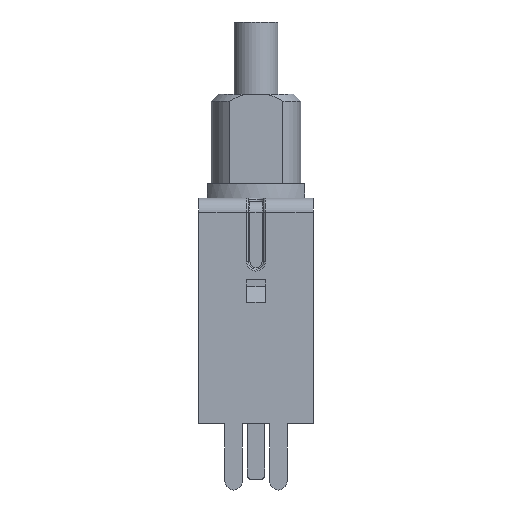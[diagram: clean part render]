
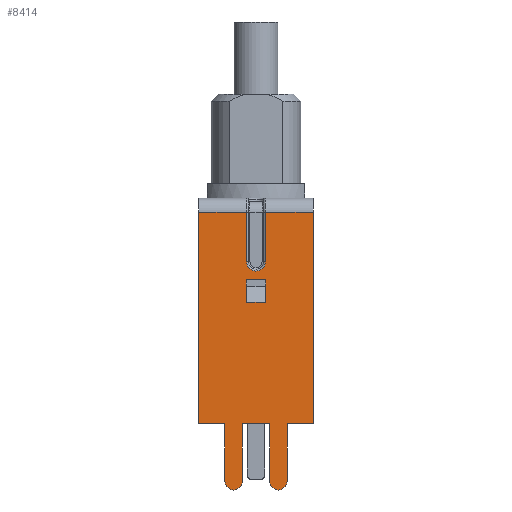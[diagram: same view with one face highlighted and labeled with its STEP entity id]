
A CAD part, left-side view. The second image highlights one B-rep face of the part: STEP entity #8414.
In plain terms, the highlighted planar face has unit normal (-1, 0, 0).
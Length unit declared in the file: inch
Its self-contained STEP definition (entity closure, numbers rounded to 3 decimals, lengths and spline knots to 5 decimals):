
#96=FACE_BOUND('',#1464,.T.);
#357=CIRCLE('',#9045,0.02402);
#359=CIRCLE('',#9050,0.02402);
#391=CIRCLE('',#9111,0.02638);
#974=FACE_OUTER_BOUND('',#1463,.T.);
#1463=EDGE_LOOP('',(#7507,#7508,#7509,#7510,#7511,#7512,#7513,#7514,#7515,
#7516,#7517,#7518,#7519,#7520,#7521,#7522));
#1464=EDGE_LOOP('',(#7523,#7524,#7525,#7526,#7527,#7528));
#2109=LINE('',#14026,#2929);
#2114=LINE('',#14044,#2934);
#2223=LINE('',#14375,#3043);
#2232=LINE('',#14393,#3052);
#2233=LINE('',#14396,#3053);
#2237=LINE('',#14404,#3057);
#2240=LINE('',#14410,#3060);
#2243=LINE('',#14414,#3063);
#2251=LINE('',#14449,#3071);
#2253=LINE('',#14454,#3073);
#2259=LINE('',#14470,#3079);
#2261=LINE('',#14475,#3081);
#2264=LINE('',#14479,#3084);
#2266=LINE('',#14482,#3086);
#2267=LINE('',#14484,#3087);
#2272=LINE('',#14511,#3092);
#2290=LINE('',#14585,#3110);
#2291=LINE('',#14588,#3111);
#2293=LINE('',#14598,#3113);
#2929=VECTOR('',#10610,0.3937);
#2934=VECTOR('',#10627,0.3937);
#3043=VECTOR('',#10986,0.3937);
#3052=VECTOR('',#11003,0.3937);
#3053=VECTOR('',#11006,0.3937);
#3057=VECTOR('',#11012,0.3937);
#3060=VECTOR('',#11017,0.3937);
#3063=VECTOR('',#11022,0.3937);
#3071=VECTOR('',#11060,0.3937);
#3073=VECTOR('',#11064,0.3937);
#3079=VECTOR('',#11078,0.3937);
#3081=VECTOR('',#11082,0.3937);
#3084=VECTOR('',#11087,0.3937);
#3086=VECTOR('',#11091,0.3937);
#3087=VECTOR('',#11094,0.3937);
#3092=VECTOR('',#11127,0.3937);
#3110=VECTOR('',#11217,0.3937);
#3111=VECTOR('',#11220,0.3937);
#3113=VECTOR('',#11234,0.3937);
#3835=VERTEX_POINT('',#14023);
#3836=VERTEX_POINT('',#14025);
#3842=VERTEX_POINT('',#14041);
#3843=VERTEX_POINT('',#14043);
#3936=VERTEX_POINT('',#14363);
#3939=VERTEX_POINT('',#14371);
#3945=VERTEX_POINT('',#14391);
#3946=VERTEX_POINT('',#14395);
#3949=VERTEX_POINT('',#14403);
#3951=VERTEX_POINT('',#14409);
#3960=VERTEX_POINT('',#14439);
#3961=VERTEX_POINT('',#14441);
#3963=VERTEX_POINT('',#14447);
#3965=VERTEX_POINT('',#14453);
#3968=VERTEX_POINT('',#14460);
#3969=VERTEX_POINT('',#14462);
#3971=VERTEX_POINT('',#14468);
#3973=VERTEX_POINT('',#14474);
#3979=VERTEX_POINT('',#14501);
#3980=VERTEX_POINT('',#14505);
#4002=VERTEX_POINT('',#14587);
#4004=VERTEX_POINT('',#14593);
#4908=EDGE_CURVE('',#3835,#3836,#2109,.T.);
#4917=EDGE_CURVE('',#3842,#3843,#2114,.T.);
#5084=EDGE_CURVE('',#3939,#3936,#2223,.T.);
#5093=EDGE_CURVE('',#3936,#3945,#2232,.T.);
#5094=EDGE_CURVE('',#3946,#3939,#2233,.T.);
#5098=EDGE_CURVE('',#3949,#3946,#2237,.T.);
#5101=EDGE_CURVE('',#3951,#3949,#2240,.T.);
#5104=EDGE_CURVE('',#3945,#3951,#2243,.T.);
#5117=EDGE_CURVE('',#3961,#3960,#357,.T.);
#5121=EDGE_CURVE('',#3960,#3963,#2251,.T.);
#5123=EDGE_CURVE('',#3965,#3961,#2253,.T.);
#5127=EDGE_CURVE('',#3969,#3968,#359,.T.);
#5131=EDGE_CURVE('',#3968,#3971,#2259,.T.);
#5133=EDGE_CURVE('',#3973,#3969,#2261,.T.);
#5136=EDGE_CURVE('',#3843,#3971,#2264,.T.);
#5138=EDGE_CURVE('',#3973,#3963,#2266,.T.);
#5139=EDGE_CURVE('',#3965,#3835,#2267,.T.);
#5153=EDGE_CURVE('',#3980,#3836,#2272,.T.);
#5190=EDGE_CURVE('',#3842,#3979,#2290,.T.);
#5191=EDGE_CURVE('',#3980,#4002,#2291,.T.);
#5196=EDGE_CURVE('',#4002,#4004,#391,.T.);
#5197=EDGE_CURVE('',#4004,#3979,#2293,.T.);
#7507=ORIENTED_EDGE('',*,*,#5197,.F.);
#7508=ORIENTED_EDGE('',*,*,#5196,.F.);
#7509=ORIENTED_EDGE('',*,*,#5191,.F.);
#7510=ORIENTED_EDGE('',*,*,#5153,.T.);
#7511=ORIENTED_EDGE('',*,*,#4908,.F.);
#7512=ORIENTED_EDGE('',*,*,#5139,.F.);
#7513=ORIENTED_EDGE('',*,*,#5123,.T.);
#7514=ORIENTED_EDGE('',*,*,#5117,.T.);
#7515=ORIENTED_EDGE('',*,*,#5121,.T.);
#7516=ORIENTED_EDGE('',*,*,#5138,.F.);
#7517=ORIENTED_EDGE('',*,*,#5133,.T.);
#7518=ORIENTED_EDGE('',*,*,#5127,.T.);
#7519=ORIENTED_EDGE('',*,*,#5131,.T.);
#7520=ORIENTED_EDGE('',*,*,#5136,.F.);
#7521=ORIENTED_EDGE('',*,*,#4917,.F.);
#7522=ORIENTED_EDGE('',*,*,#5190,.T.);
#7523=ORIENTED_EDGE('',*,*,#5094,.T.);
#7524=ORIENTED_EDGE('',*,*,#5084,.T.);
#7525=ORIENTED_EDGE('',*,*,#5093,.T.);
#7526=ORIENTED_EDGE('',*,*,#5104,.T.);
#7527=ORIENTED_EDGE('',*,*,#5101,.T.);
#7528=ORIENTED_EDGE('',*,*,#5098,.T.);
#7960=PLANE('',#9113);
#8414=ADVANCED_FACE('',(#974,#96),#7960,.T.);
#9045=AXIS2_PLACEMENT_3D('',#14442,#11053,#11054);
#9050=AXIS2_PLACEMENT_3D('',#14463,#11071,#11072);
#9111=AXIS2_PLACEMENT_3D('',#14596,#11230,#11231);
#9113=AXIS2_PLACEMENT_3D('',#14599,#11235,#11236);
#10610=DIRECTION('',(0.,0.,1.));
#10627=DIRECTION('',(0.,0.,-1.));
#10986=DIRECTION('',(0.,1.,0.));
#11003=DIRECTION('',(0.,1.,0.));
#11006=DIRECTION('',(0.,1.,0.));
#11012=DIRECTION('',(0.,0.,-1.));
#11017=DIRECTION('',(0.,-1.,0.));
#11022=DIRECTION('',(0.,0.,1.));
#11053=DIRECTION('center_axis',(-1.,0.,0.));
#11054=DIRECTION('ref_axis',(0.,1.,0.));
#11060=DIRECTION('',(0.,0.,1.));
#11064=DIRECTION('',(0.,0.,-1.));
#11071=DIRECTION('center_axis',(-1.,0.,0.));
#11072=DIRECTION('ref_axis',(0.,1.,0.));
#11078=DIRECTION('',(0.,0.,1.));
#11082=DIRECTION('',(0.,0.,-1.));
#11087=DIRECTION('',(0.,1.,0.));
#11091=DIRECTION('',(0.,1.,0.));
#11094=DIRECTION('',(0.,1.,0.));
#11127=DIRECTION('',(0.,1.,0.));
#11217=DIRECTION('',(0.,1.,0.));
#11220=DIRECTION('',(0.,0.,-1.));
#11230=DIRECTION('center_axis',(-1.,0.,0.));
#11231=DIRECTION('ref_axis',(0.,0.,
-1.));
#11234=DIRECTION('',(0.,0.,1.));
#11235=DIRECTION('center_axis',(-1.,0.,0.));
#11236=DIRECTION('ref_axis',(0.,0.,-1.));
#14023=CARTESIAN_POINT('',(-0.32008,0.16004,-0.19921));
#14025=CARTESIAN_POINT('',(-0.32008,0.16004,0.39055));
#14026=CARTESIAN_POINT('',(-0.32008,0.16004,-0.19921));
#14041=CARTESIAN_POINT('',(-0.32008,-0.16004,0.39055));
#14043=CARTESIAN_POINT('',(-0.32008,-0.16004,-0.19921));
#14044=CARTESIAN_POINT('',(-0.32008,-0.16004,0.41063));
#14363=CARTESIAN_POINT('',(-0.32008,0.02559,0.13937));
#14371=CARTESIAN_POINT('',(-0.32008,-0.02559,0.13937));
#14375=CARTESIAN_POINT('',(-0.32008,0.01329,0.13937));
#14391=CARTESIAN_POINT('',(-0.32008,0.02657,0.13937));
#14393=CARTESIAN_POINT('',(-0.32008,0.01329,0.13937));
#14395=CARTESIAN_POINT('',(-0.32008,-0.02657,0.13937));
#14396=CARTESIAN_POINT('',(-0.32008,0.01329,0.13937));
#14403=CARTESIAN_POINT('',(-0.32008,-0.02657,0.20236));
#14404=CARTESIAN_POINT('',(-0.32008,-0.02657,0.12254));
#14409=CARTESIAN_POINT('',(-0.32008,0.02657,0.20236));
#14410=CARTESIAN_POINT('',(-0.32008,-0.01329,0.20236));
#14414=CARTESIAN_POINT('',(-0.32008,0.02657,0.15404));
#14439=CARTESIAN_POINT('',(-0.32008,0.03858,-0.36024));
#14441=CARTESIAN_POINT('',(-0.32008,0.08661,-0.36024));
#14442=CARTESIAN_POINT('Origin',(-0.32008,0.0626,
-0.36024));
#14447=CARTESIAN_POINT('',(-0.32008,0.03858,-0.19921));
#14449=CARTESIAN_POINT('',(-0.32008,0.03858,-0.36024));
#14453=CARTESIAN_POINT('',(-0.32008,0.08661,-0.19921));
#14454=CARTESIAN_POINT('',(-0.32008,0.08661,-0.19921));
#14460=CARTESIAN_POINT('',(-0.32008,-0.08661,-0.36024));
#14462=CARTESIAN_POINT('',(-0.32008,-0.03858,-0.36024));
#14463=CARTESIAN_POINT('Origin',(-0.32008,-0.0626,
-0.36024));
#14468=CARTESIAN_POINT('',(-0.32008,-0.08661,-0.19921));
#14470=CARTESIAN_POINT('',(-0.32008,-0.08661,-0.36024));
#14474=CARTESIAN_POINT('',(-0.32008,-0.03858,-0.19921));
#14475=CARTESIAN_POINT('',(-0.32008,-0.03858,-0.19921));
#14479=CARTESIAN_POINT('',(-0.32008,-0.16004,-0.19921));
#14482=CARTESIAN_POINT('',(-0.32008,-0.16004,-0.19921));
#14484=CARTESIAN_POINT('',(-0.32008,-0.16004,-0.19921));
#14501=CARTESIAN_POINT('',(-0.32008,-0.02638,0.39055));
#14505=CARTESIAN_POINT('',(-0.32008,0.02638,0.39055));
#14511=CARTESIAN_POINT('',(-0.32008,0.08002,0.39055));
#14585=CARTESIAN_POINT('',(-0.32008,0.08002,0.39055));
#14587=CARTESIAN_POINT('',(-0.32008,0.02638,0.25354));
#14588=CARTESIAN_POINT('',(-0.32008,0.02638,0.24813));
#14593=CARTESIAN_POINT('',(-0.32008,-0.02638,0.25354));
#14596=CARTESIAN_POINT('Origin',(-0.32008,0.,
0.25354));
#14598=CARTESIAN_POINT('',(-0.32008,-0.02638,0.17963));
#14599=CARTESIAN_POINT('Origin',(-0.32008,0.,0.10571));
